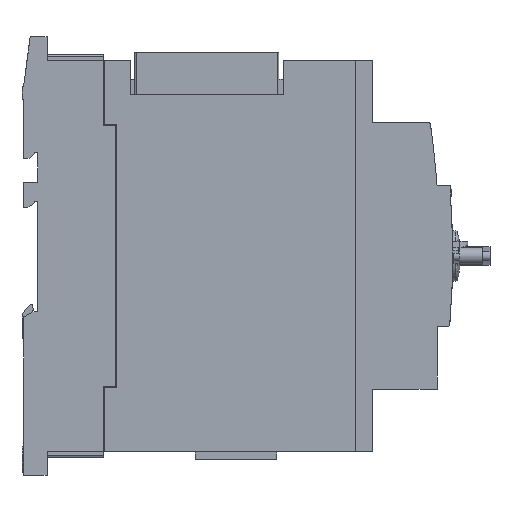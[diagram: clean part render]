
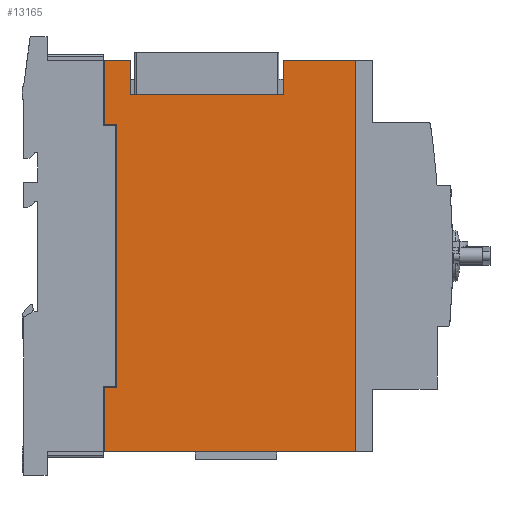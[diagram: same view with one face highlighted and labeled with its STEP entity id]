
A CAD part, left-side view. The second image highlights one B-rep face of the part: STEP entity #13165.
In plain terms, the highlighted planar face has unit normal (-1, 0, 0).
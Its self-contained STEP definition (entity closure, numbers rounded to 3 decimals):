
#4897=EDGE_CURVE('',#13539,#10655,#14570,.T.);
#5291=VERTEX_POINT('',#15007);
#5871=VERTEX_POINT('',#15642);
#5901=EDGE_CURVE('',#5871,#13885,#15675,.T.);
#6093=VERTEX_POINT('',#15886);
#6113=EDGE_CURVE('',#5291,#8933,#15910,.T.);
#6261=EDGE_CURVE('',#8687,#12177,#16071,.T.);
#6819=EDGE_CURVE('',#5871,#13637,#16682,.T.);
#6825=EDGE_CURVE('',#7011,#9463,#16689,.T.);
#7011=VERTEX_POINT('',#16894);
#7621=VERTEX_POINT('',#17566);
#7949=EDGE_CURVE('',#13885,#7621,#17933,.T.);
#8633=EDGE_CURVE('',#7621,#14347,#18683,.T.);
#8687=VERTEX_POINT('',#18742);
#8933=VERTEX_POINT('',#19003);
#9443=EDGE_CURVE('',#10655,#7011,#19561,.T.);
#9463=VERTEX_POINT('',#19584);
#10655=VERTEX_POINT('',#20906);
#11547=EDGE_CURVE('',#5291,#13637,#21875,.T.);
#11877=EDGE_CURVE('',#14347,#13539,#22225,.T.);
#12177=VERTEX_POINT('',#22552);
#12539=EDGE_CURVE('',#6093,#12177,#22952,.T.);
#13165=ADVANCED_FACE('',(#23644),#23645,.F.);
#13199=EDGE_CURVE('',#8687,#9463,#23681,.T.);
#13539=VERTEX_POINT('',#24044);
#13637=VERTEX_POINT('',#24148);
#13885=VERTEX_POINT('',#24421);
#13939=EDGE_CURVE('',#8933,#6093,#24477,.T.);
#14347=VERTEX_POINT('',#24919);
#14570=LINE('',#25188,#25189);
#15007=CARTESIAN_POINT('',(-27.375,-25.7,42.0));
#15642=CARTESIAN_POINT('',(-27.375,-34.05,62.5));
#15675=LINE('',#26744,#26745);
#15886=CARTESIAN_POINT('',(-27.375,-29.7,-42.0));
#15910=LINE('',#27101,#27102);
#16071=LINE('',#27327,#27328);
#16682=LINE('',#28213,#28214);
#16689=LINE('',#28222,#28223);
#16894=CARTESIAN_POINT('',(-27.375,-106.0,-62.499));
#17566=CARTESIAN_POINT('',(-27.375,-82.95,51.5));
#17933=LINE('',#29940,#29941);
#18683=LINE('',#31007,#31008);
#18742=CARTESIAN_POINT('',(-27.375,-25.7,-62.5));
#19003=CARTESIAN_POINT('',(-27.375,-29.7,42.0));
#19561=LINE('',#32260,#32261);
#19584=CARTESIAN_POINT('',(-27.375,-106.0,-62.5));
#20906=CARTESIAN_POINT('',(-27.375,-106.0,62.499));
#21875=LINE('',#35548,#35549);
#22225=LINE('',#36061,#36062);
#22552=CARTESIAN_POINT('',(-27.375,-25.7,-42.0));
#22952=LINE('',#37092,#37093);
#23644=FACE_OUTER_BOUND('',#38028,.T.);
#23645=PLANE('',#38029);
#23681=LINE('',#38084,#38085);
#24044=CARTESIAN_POINT('',(-27.375,-106.0,62.5));
#24148=CARTESIAN_POINT('',(-27.375,-25.7,62.5));
#24421=CARTESIAN_POINT('',(-27.375,-34.05,51.5));
#24477=LINE('',#39240,#39241);
#24919=CARTESIAN_POINT('',(-27.375,-82.95,62.5));
#25188=CARTESIAN_POINT('',(-27.375,-106.0,0.85));
#25189=VECTOR('',#40157,1.0);
#26744=CARTESIAN_POINT('',(-27.375,-34.05,0.0));
#26745=VECTOR('',#41477,1.0);
#27101=CARTESIAN_POINT('',(-27.375,-27.788,42.0));
#27102=VECTOR('',#41728,1.0);
#27327=CARTESIAN_POINT('',(-27.375,-25.7,0.0));
#27328=VECTOR('',#41887,1.0);
#28213=CARTESIAN_POINT('',(-27.375,-29.875,62.5));
#28214=VECTOR('',#42526,1.0);
#28222=CARTESIAN_POINT('',(-27.375,-106.0,0.85));
#28223=VECTOR('',#42535,1.0);
#29940=CARTESIAN_POINT('',(-27.375,-25.7,51.5));
#29941=VECTOR('',#43947,1.0);
#31007=CARTESIAN_POINT('',(-27.375,-82.95,0.85));
#31008=VECTOR('',#44792,1.0);
#32260=CARTESIAN_POINT('',(-27.375,-106.0,0.85));
#32261=VECTOR('',#45683,1.0);
#35548=CARTESIAN_POINT('',(-27.375,-25.7,0.0));
#35549=VECTOR('',#48307,1.0);
#36061=CARTESIAN_POINT('',(-27.375,-94.475,62.5));
#36062=VECTOR('',#48614,1.0);
#37092=CARTESIAN_POINT('',(-27.375,-29.788,-42.0));
#37093=VECTOR('',#49420,1.0);
#38028=EDGE_LOOP('',(#50109,#50110,#50111,#50112,#50113,#50114,#50115,#50116,#50117,#50118,#50119,#50120,#50121,#50122));
#38029=AXIS2_PLACEMENT_3D('',#50123,#50124,#50125);
#38084=CARTESIAN_POINT('',(-27.375,-25.7,-62.5));
#38085=VECTOR('',#50160,1.0);
#39240=CARTESIAN_POINT('',(-27.375,-29.7,21.0));
#39241=VECTOR('',#51012,1.0);
#40157=DIRECTION('',(0.0,0.0,-1.0));
#41477=DIRECTION('',(0.0,0.0,-1.0));
#41728=DIRECTION('',(0.0,-1.0,0.0));
#41887=DIRECTION('',(0.0,0.0,1.0));
#42526=DIRECTION('',(0.0,1.0,0.0));
#42535=DIRECTION('',(0.0,0.0,-1.0));
#43947=DIRECTION('',(0.0,-1.0,0.0));
#44792=DIRECTION('',(0.0,0.0,1.0));
#45683=DIRECTION('',(0.0,0.0,-1.0));
#48307=DIRECTION('',(0.0,0.0,1.0));
#48614=DIRECTION('',(0.0,-1.0,0.0));
#49420=DIRECTION('',(-0.0,1.0,0.0));
#50109=ORIENTED_EDGE('',*,*,#12539,.T.);
#50110=ORIENTED_EDGE('',*,*,#6261,.F.);
#50111=ORIENTED_EDGE('',*,*,#13199,.T.);
#50112=ORIENTED_EDGE('',*,*,#6825,.F.);
#50113=ORIENTED_EDGE('',*,*,#9443,.F.);
#50114=ORIENTED_EDGE('',*,*,#4897,.F.);
#50115=ORIENTED_EDGE('',*,*,#11877,.F.);
#50116=ORIENTED_EDGE('',*,*,#8633,.F.);
#50117=ORIENTED_EDGE('',*,*,#7949,.F.);
#50118=ORIENTED_EDGE('',*,*,#5901,.F.);
#50119=ORIENTED_EDGE('',*,*,#6819,.T.);
#50120=ORIENTED_EDGE('',*,*,#11547,.F.);
#50121=ORIENTED_EDGE('',*,*,#6113,.T.);
#50122=ORIENTED_EDGE('',*,*,#13939,.T.);
#50123=CARTESIAN_POINT('',(-27.375,-29.875,0.0));
#50124=DIRECTION('',(1.0,0.0,0.0));
#50125=DIRECTION('',(0.0,1.0,0.0));
#50160=DIRECTION('',(0.0,-1.0,0.0));
#51012=DIRECTION('',(0.0,0.0,-1.0));
